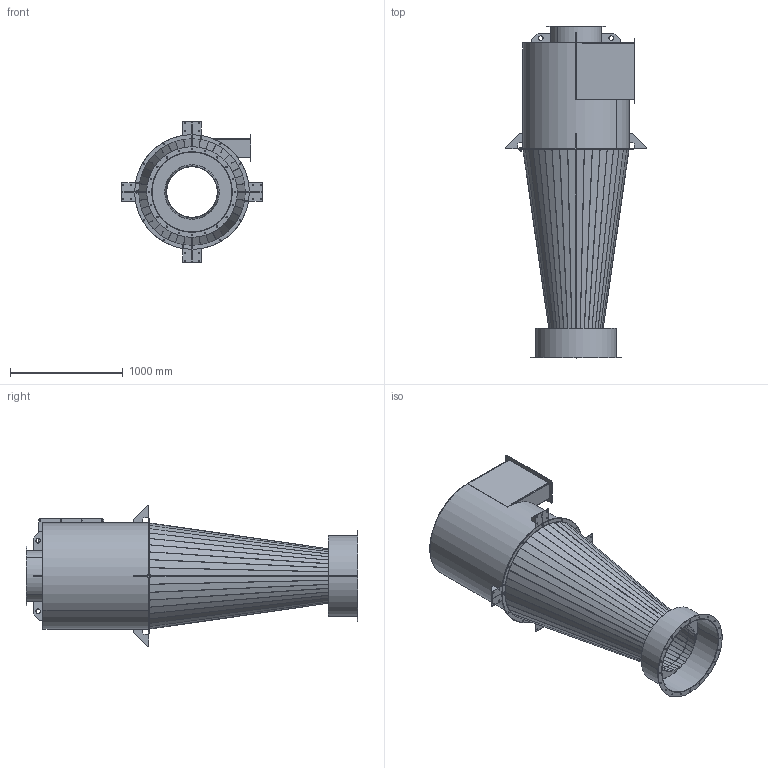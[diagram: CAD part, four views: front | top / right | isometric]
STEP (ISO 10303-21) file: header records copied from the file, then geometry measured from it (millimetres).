
FILE_DESCRIPTION (( 'STEP AP203' ), '1' );
FILE_NAME ('CY0012.STEP', '2023-11-22T06:14:08', ( '' ), ( '' ), 'SwSTEP 2.0', 'SolidWorks 2022', '' );
FILE_SCHEMA (( 'CONFIG_CONTROL_DESIGN' ));
Length unit declared in the file: millimetre
Products named in the file (22): CO-S364-02 - PART_Výchozí; PRGG-DNXXXX - FLANGE G&G_PRGG-DN710; CO-S364-06 - PART_Výchozí; CO-S362-00 - INPUT_Výchozí; CO-S364-04 - PART_Výchozí; CO-CYGG-330-00 - CW 10-23_Výchozí; CO-S363-03 - PART_Výchozí; PRGG-DNXXXX - FLANGE G&G_PRGG-DN450; CY0012; CO-S363-04 - PART_Výchozí; CO-S364-01 - PART_Výchozí; CO-S363-02 - PART_Výchozí; CO-S363-01 - PART_Výchozí; PH-D013-08 - FLANGE 190x547_Výchozí; CO-S364-03 - PART_Výchozí; CO-S362-02 - PART_Výchozí; CO-S364-05 - PART_Výchozí; BOLT JOINT - B+W-W+N_M10x30-X10-W; CO-S364-07 - PART_Výchozí; CO-S363-00 - CONE_Výchozí; CO-S365-00 - CYCLONE_Výchozí; CO-S362-01 - PART_Výchozí
Assembly tree (38 placements, depth 5):
  CY0012
    CO-CYGG-330-00 - CW 10-23_Výchozí
      CO-S365-00 - CYCLONE_Výchozí
        CO-S364-01 - PART_Výchozí
        CO-S364-02 - PART_Výchozí  x4
        CO-S364-03 - PART_Výchozí
        CO-S364-04 - PART_Výchozí
        CO-S364-05 - PART_Výchozí  x4
        CO-S364-06 - PART_Výchozí  x4
        CO-S362-00 - INPUT_Výchozí
          CO-S362-01 - PART_Výchozí
          CO-S362-02 - PART_Výchozí
          PH-D013-08 - FLANGE 190x547_Výchozí  x2
        PRGG-DNXXXX - FLANGE G&G_PRGG-DN450
        CO-S364-07 - PART_Výchozí
      CO-S363-00 - CONE_Výchozí
        CO-S363-01 - PART_Výchozí  x2
        CO-S363-02 - PART_Výchozí
        CO-S363-03 - PART_Výchozí  x4
        CO-S363-04 - PART_Výchozí  x4
        PRGG-DNXXXX - FLANGE G&G_PRGG-DN710
      BOLT JOINT - B+W-W+N_M10x30-X10-W
Bounding box: 1258 x 2945 x 1258 mm (x, y, z)
Volume: 30386324.7 mm3; surface area: 20068545.5 mm2
Topology: 34 solids, 34 shells, 783 faces, 1814 edges, 1104 vertices
Faces by surface type: plane 391, cylinder 320, bspline 72
Entity records: 13692 total; most frequent: CARTESIAN_POINT 2356, DIRECTION 1872, ORIENTED_EDGE 1678, EDGE_CURVE 839, AXIS2_PLACEMENT_3D 690, VERTEX_POINT 526, LINE 492, VECTOR 492
